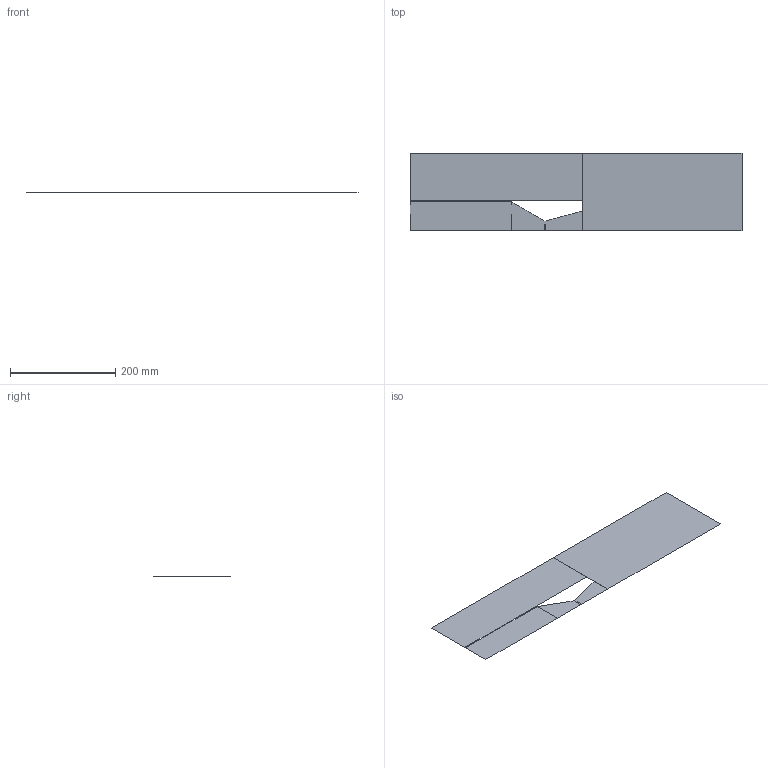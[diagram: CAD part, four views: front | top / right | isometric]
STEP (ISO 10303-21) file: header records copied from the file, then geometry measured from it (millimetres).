
FILE_DESCRIPTION(/* description */ (''),/* implementation_level */ '2;1');
FILE_NAME(/* name */ 'ethanol engine 6 long throt.step',/* time_stamp */ '2022-09-21T20:52:32+03:00',/* author */ (''),/* organization */ (''),/* preprocessor_version */ 'ST-DEVELOPER v19',/* originating_system */ 'Autodesk Translation Framework v11.7.0.108',/* authorisation */ '');
FILE_SCHEMA (('AUTOMOTIVE_DESIGN { 1 0 10303 214 3 1 1 }'));
Length unit declared in the file: millimetre
Products named in the file (1): Untitled
Bounding box: 630 x 146.38 x 0 mm (x, y, z)
Surface area: 88464.5 mm2 (no closed solid volume)
Topology: 0 solids, 6 shells, 6 faces, 24 edges, 24 vertices
Faces by surface type: plane 6
Entity records: 294 total; most frequent: CARTESIAN_POINT 55, DIRECTION 38, LINE 24, VECTOR 24, VERTEX_POINT 24, EDGE_CURVE 24, ORIENTED_EDGE 24, AXIS2_PLACEMENT_3D 7
